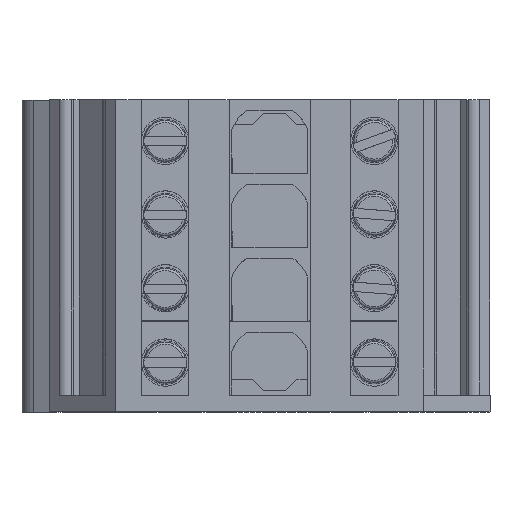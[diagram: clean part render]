
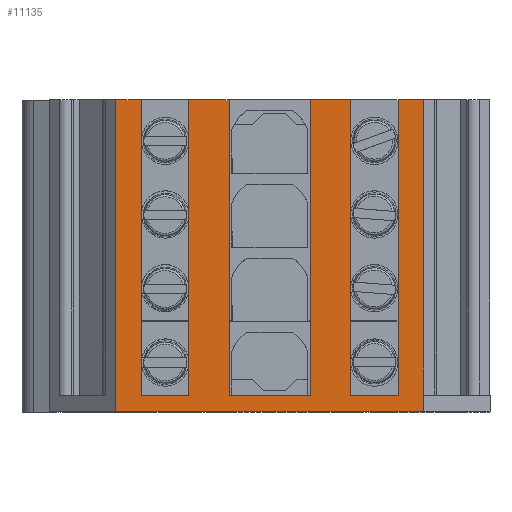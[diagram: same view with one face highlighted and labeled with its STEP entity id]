
A CAD part, top view. The second image highlights one B-rep face of the part: STEP entity #11135.
In plain terms, the highlighted planar face has unit normal (0, 0, 1).
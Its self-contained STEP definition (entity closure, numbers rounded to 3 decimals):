
#780=ORIENTED_EDGE('',*,*,#3094,.F.);
#781=ORIENTED_EDGE('',*,*,#3004,.F.);
#782=ORIENTED_EDGE('',*,*,#2954,.T.);
#783=ORIENTED_EDGE('',*,*,#3095,.T.);
#784=ORIENTED_EDGE('',*,*,#3096,.T.);
#785=ORIENTED_EDGE('',*,*,#3097,.F.);
#786=ORIENTED_EDGE('',*,*,#3098,.T.);
#787=ORIENTED_EDGE('',*,*,#3099,.T.);
#788=ORIENTED_EDGE('',*,*,#3100,.T.);
#789=ORIENTED_EDGE('',*,*,#3101,.F.);
#790=ORIENTED_EDGE('',*,*,#3102,.T.);
#791=ORIENTED_EDGE('',*,*,#3103,.T.);
#792=ORIENTED_EDGE('',*,*,#3104,.T.);
#793=ORIENTED_EDGE('',*,*,#3105,.F.);
#794=ORIENTED_EDGE('',*,*,#3106,.T.);
#795=ORIENTED_EDGE('',*,*,#3107,.T.);
#796=ORIENTED_EDGE('',*,*,#3108,.T.);
#2954=EDGE_CURVE('',#4139,#4138,#4928,.T.);
#3004=EDGE_CURVE('',#4139,#4171,#4976,.T.);
#3094=EDGE_CURVE('',#4171,#4254,#5039,.T.);
#3095=EDGE_CURVE('',#4138,#4255,#5040,.T.);
#3096=EDGE_CURVE('',#4255,#4256,#5041,.T.);
#3097=EDGE_CURVE('',#4257,#4256,#5042,.T.);
#3098=EDGE_CURVE('',#4257,#4258,#5043,.T.);
#3099=EDGE_CURVE('',#4258,#4259,#5044,.T.);
#3100=EDGE_CURVE('',#4259,#4260,#5045,.T.);
#3101=EDGE_CURVE('',#4261,#4260,#5046,.T.);
#3102=EDGE_CURVE('',#4261,#4262,#5047,.T.);
#3103=EDGE_CURVE('',#4262,#4263,#5048,.T.);
#3104=EDGE_CURVE('',#4263,#4264,#5049,.T.);
#3105=EDGE_CURVE('',#4265,#4264,#5050,.T.);
#3106=EDGE_CURVE('',#4265,#4266,#5051,.T.);
#3107=EDGE_CURVE('',#4266,#4267,#5052,.T.);
#3108=EDGE_CURVE('',#4267,#4254,#5053,.T.);
#4138=VERTEX_POINT('',#14745);
#4139=VERTEX_POINT('',#14747);
#4171=VERTEX_POINT('',#14846);
#4254=VERTEX_POINT('',#15023);
#4255=VERTEX_POINT('',#15025);
#4256=VERTEX_POINT('',#15027);
#4257=VERTEX_POINT('',#15029);
#4258=VERTEX_POINT('',#15031);
#4259=VERTEX_POINT('',#15033);
#4260=VERTEX_POINT('',#15035);
#4261=VERTEX_POINT('',#15037);
#4262=VERTEX_POINT('',#15039);
#4263=VERTEX_POINT('',#15041);
#4264=VERTEX_POINT('',#15043);
#4265=VERTEX_POINT('',#15045);
#4266=VERTEX_POINT('',#15047);
#4267=VERTEX_POINT('',#15049);
#4928=LINE('',#14746,#5858);
#4976=LINE('',#14845,#5906);
#5039=LINE('',#15022,#5969);
#5040=LINE('',#15024,#5970);
#5041=LINE('',#15026,#5971);
#5042=LINE('',#15028,#5972);
#5043=LINE('',#15030,#5973);
#5044=LINE('',#15032,#5974);
#5045=LINE('',#15034,#5975);
#5046=LINE('',#15036,#5976);
#5047=LINE('',#15038,#5977);
#5048=LINE('',#15040,#5978);
#5049=LINE('',#15042,#5979);
#5050=LINE('',#15044,#5980);
#5051=LINE('',#15046,#5981);
#5052=LINE('',#15048,#5982);
#5053=LINE('',#15050,#5983);
#5858=VECTOR('',#12405,1000.);
#5906=VECTOR('',#12491,1000.);
#5969=VECTOR('',#12616,1000.);
#5970=VECTOR('',#12617,1000.);
#5971=VECTOR('',#12618,1000.);
#5972=VECTOR('',#12619,1000.);
#5973=VECTOR('',#12620,1000.);
#5974=VECTOR('',#12621,1000.);
#5975=VECTOR('',#12622,1000.);
#5976=VECTOR('',#12623,1000.);
#5977=VECTOR('',#12624,1000.);
#5978=VECTOR('',#12625,1000.);
#5979=VECTOR('',#12626,1000.);
#5980=VECTOR('',#12627,1000.);
#5981=VECTOR('',#12628,1000.);
#5982=VECTOR('',#12629,1000.);
#5983=VECTOR('',#12630,1000.);
#6760=EDGE_LOOP('',(#780,#781,#782,#783,#784,#785,#786,#787,#788,#789,#790,
#791,#792,#793,#794,#795,#796));
#7230=FACE_BOUND('',#6760,.T.);
#7684=PLANE('',#11642);
#11135=ADVANCED_FACE('',(#7230),#7684,.F.);
#11642=AXIS2_PLACEMENT_3D('',#15021,#12614,#12615);
#12405=DIRECTION('',(0.,1.,0.));
#12491=DIRECTION('',(-1.,0.,0.));
#12614=DIRECTION('',(0.,0.,-1.));
#12615=DIRECTION('',(0.,1.,0.));
#12616=DIRECTION('',(0.,1.,0.));
#12617=DIRECTION('',(0.,1.,0.));
#12618=DIRECTION('',(-1.,0.,0.));
#12619=DIRECTION('',(0.,1.,0.));
#12620=DIRECTION('',(-1.,0.,0.));
#12621=DIRECTION('',(0.,1.,0.));
#12622=DIRECTION('',(-1.,0.,0.));
#12623=DIRECTION('',(0.,1.,0.));
#12624=DIRECTION('',(-1.,0.,0.));
#12625=DIRECTION('',(0.,1.,0.));
#12626=DIRECTION('',(-1.,0.,0.));
#12627=DIRECTION('',(0.,1.,0.));
#12628=DIRECTION('',(-1.,0.,0.));
#12629=DIRECTION('',(0.,1.,0.));
#12630=DIRECTION('',(-1.,0.,0.));
#14745=CARTESIAN_POINT('',(14.001,-22.356,22.899));
#14746=CARTESIAN_POINT('',(14.001,-23.856,22.899));
#14747=CARTESIAN_POINT('',(14.001,-23.856,22.899));
#14845=CARTESIAN_POINT('',(14.001,-23.856,22.899));
#14846=CARTESIAN_POINT('',(-13.999,-23.856,22.899));
#15021=CARTESIAN_POINT('',(14.001,-23.856,22.899));
#15022=CARTESIAN_POINT('',(-13.999,-23.856,22.899));
#15023=CARTESIAN_POINT('',(-13.999,4.48,22.899));
#15024=CARTESIAN_POINT('',(14.001,-23.856,22.899));
#15025=CARTESIAN_POINT('',(14.001,4.48,22.899));
#15026=CARTESIAN_POINT('',(14.001,4.48,22.899));
#15027=CARTESIAN_POINT('',(11.647,4.48,22.899));
#15028=CARTESIAN_POINT('',(11.647,-23.856,22.899));
#15029=CARTESIAN_POINT('',(11.647,-22.356,22.899));
#15030=CARTESIAN_POINT('',(14.001,-22.356,22.899));
#15031=CARTESIAN_POINT('',(7.347,-22.356,22.899));
#15032=CARTESIAN_POINT('',(7.347,-23.856,22.899));
#15033=CARTESIAN_POINT('',(7.347,4.48,22.899));
#15034=CARTESIAN_POINT('',(7.347,4.48,22.899));
#15035=CARTESIAN_POINT('',(3.7,4.48,22.899));
#15036=CARTESIAN_POINT('',(3.7,-23.856,22.899));
#15037=CARTESIAN_POINT('',(3.7,-22.356,22.899));
#15038=CARTESIAN_POINT('',(14.001,-22.356,22.899));
#15039=CARTESIAN_POINT('',(-3.7,-22.356,22.899));
#15040=CARTESIAN_POINT('',(-3.7,-23.856,22.899));
#15041=CARTESIAN_POINT('',(-3.7,4.48,22.899));
#15042=CARTESIAN_POINT('',(-3.7,4.48,22.899));
#15043=CARTESIAN_POINT('',(-7.353,4.48,22.899));
#15044=CARTESIAN_POINT('',(-7.353,-23.856,22.899));
#15045=CARTESIAN_POINT('',(-7.353,-22.356,22.899));
#15046=CARTESIAN_POINT('',(14.001,-22.356,22.899));
#15047=CARTESIAN_POINT('',(-11.653,-22.356,22.899));
#15048=CARTESIAN_POINT('',(-11.653,-23.856,22.899));
#15049=CARTESIAN_POINT('',(-11.653,4.48,22.899));
#15050=CARTESIAN_POINT('',(-11.653,4.48,22.899));
